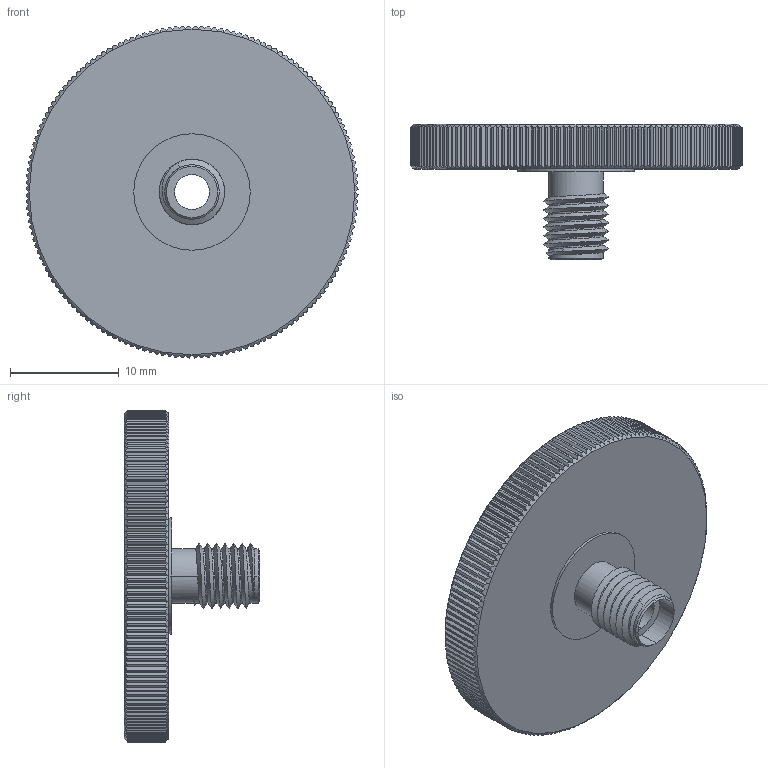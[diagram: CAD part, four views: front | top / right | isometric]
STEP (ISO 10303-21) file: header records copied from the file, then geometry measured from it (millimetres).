
FILE_DESCRIPTION((''),'2;1');
FILE_NAME('SMB-SMA_ASM','2020-11-23T',('Administrator'),(''),'CREO PARAMETRIC BY PTC INC, 2015290','CREO PARAMETRIC BY PTC INC, 2015290','');
FILE_SCHEMA(('CONFIG_CONTROL_DESIGN'));
Length unit declared in the file: millimetre
Products named in the file (3): SMA; SMB; SMB-SMA_ASM
Assembly tree (2 placements, depth 2):
  SMB-SMA_ASM
    SMA
    SMB
Bounding box: 30.5 x 12.45 x 30.5 mm (x, y, z)
Volume: 1599.6 mm3; surface area: 2787 mm2
Topology: 2 solids, 2 shells, 579 faces, 1690 edges, 1119 vertices
Faces by surface type: plane 333, cylinder 202, bspline 26, cone 18
Entity records: 24204 total; most frequent: CARTESIAN_POINT 9955, ORIENTED_EDGE 3380, DIRECTION 2445, EDGE_CURVE 1690, VERTEX_POINT 1119, AXIS2_PLACEMENT_3D 932, B_SPLINE_CURVE_WITH_KNOTS 735, EDGE_LOOP 587
